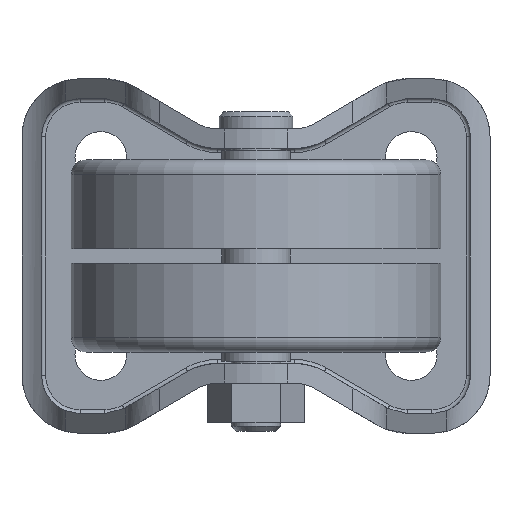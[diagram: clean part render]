
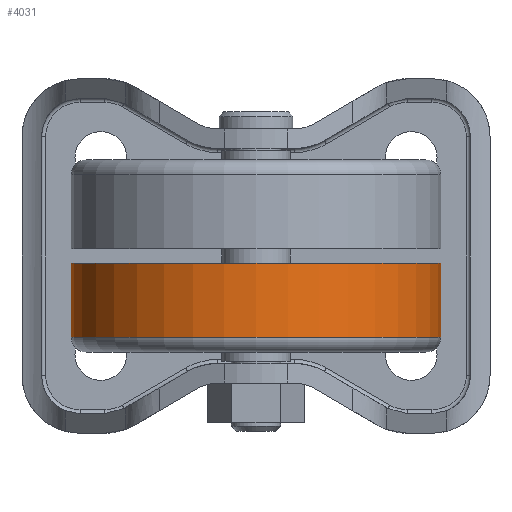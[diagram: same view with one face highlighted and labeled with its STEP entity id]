
A CAD part, front view. The second image highlights one B-rep face of the part: STEP entity #4031.
In plain terms, the highlighted cylindrical face has radius 37.5 mm (diameter 75 mm), a partial arc.
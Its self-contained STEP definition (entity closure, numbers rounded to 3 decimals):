
#99 = EDGE_LOOP ( 'NONE', ( #3189, #3190, #3191, #3188 ) ) ;
#972 = CARTESIAN_POINT ( 'NONE',  ( 0., -70.5, 45.014 ) ) ;
#973 = DIRECTION ( 'NONE',  ( 0., 0., 1. ) ) ;
#974 = DIRECTION ( 'NONE',  ( 1., 0., 0. ) ) ;
#1711 = CARTESIAN_POINT ( 'NONE',  ( 37.5, -70.5, -1.5 ) ) ;
#1721 = CARTESIAN_POINT ( 'NONE',  ( -37.5, -70.5, -1.5 ) ) ;
#1761 = CARTESIAN_POINT ( 'NONE',  ( 37.5, -70.5, -16.5 ) ) ;
#1762 = CARTESIAN_POINT ( 'NONE',  ( -37.5, -70.5, -16.5 ) ) ;
#1844 = CARTESIAN_POINT ( 'NONE',  ( 0., -70.5, -16.5 ) ) ;
#1845 = DIRECTION ( 'NONE',  ( 0., 0., 1. ) ) ;
#1846 = DIRECTION ( 'NONE',  ( 1., 0., 0. ) ) ;
#1847 = CARTESIAN_POINT ( 'NONE',  ( 0., -70.5, -1.5 ) ) ;
#1848 = DIRECTION ( 'NONE',  ( 0., 0., 1. ) ) ;
#1849 = DIRECTION ( 'NONE',  ( 1., 0., 0. ) ) ;
#2471 = EDGE_CURVE ( 'NONE', #3372, #3328, #4650, .T. ) ;
#2482 = EDGE_CURVE ( 'NONE', #3371, #3318, #4683, .T. ) ;
#2492 = VECTOR ( 'NONE', #4652, 1000. ) ;
#2504 = VECTOR ( 'NONE', #4685, 1000. ) ;
#3188 = ORIENTED_EDGE ( 'NONE', *, *, #3751, .F. ) ;
#3189 = ORIENTED_EDGE ( 'NONE', *, *, #2471, .F. ) ;
#3190 = ORIENTED_EDGE ( 'NONE', *, *, #3750, .T. ) ;
#3191 = ORIENTED_EDGE ( 'NONE', *, *, #2482, .T. ) ;
#3318 = VERTEX_POINT ( 'NONE', #1711 ) ;
#3328 = VERTEX_POINT ( 'NONE', #1721 ) ;
#3371 = VERTEX_POINT ( 'NONE', #1761 ) ;
#3372 = VERTEX_POINT ( 'NONE', #1762 ) ;
#3750 = EDGE_CURVE ( 'NONE', #3372, #3371, #4134, .T. ) ;
#3751 = EDGE_CURVE ( 'NONE', #3328, #3318, #4135, .T. ) ;
#3911 = FACE_OUTER_BOUND ( 'NONE', #99, .T. ) ;
#3914 = AXIS2_PLACEMENT_3D ( 'NONE', #972, #973, #974 ) ;
#3915 = CYLINDRICAL_SURFACE ( 'NONE', #3914, 37.5 ) ;
#4031 = ADVANCED_FACE ( 'NONE', ( #3911 ), #3915, .T. ) ;
#4134 = CIRCLE ( 'NONE', #5074, 37.5 ) ;
#4135 = CIRCLE ( 'NONE', #5079, 37.5 ) ;
#4650 = LINE ( 'NONE', #4651, #2492 ) ;
#4651 = CARTESIAN_POINT ( 'NONE',  ( -37.5, -70.5, 45.014 ) ) ;
#4652 = DIRECTION ( 'NONE',  ( 0., 0., 1. ) ) ;
#4683 = LINE ( 'NONE', #4684, #2504 ) ;
#4684 = CARTESIAN_POINT ( 'NONE',  ( 37.5, -70.5, 45.014 ) ) ;
#4685 = DIRECTION ( 'NONE',  ( 0., 0., 1. ) ) ;
#5074 = AXIS2_PLACEMENT_3D ( 'NONE', #1844, #1845, #1846 ) ;
#5079 = AXIS2_PLACEMENT_3D ( 'NONE', #1847, #1848, #1849 ) ;
